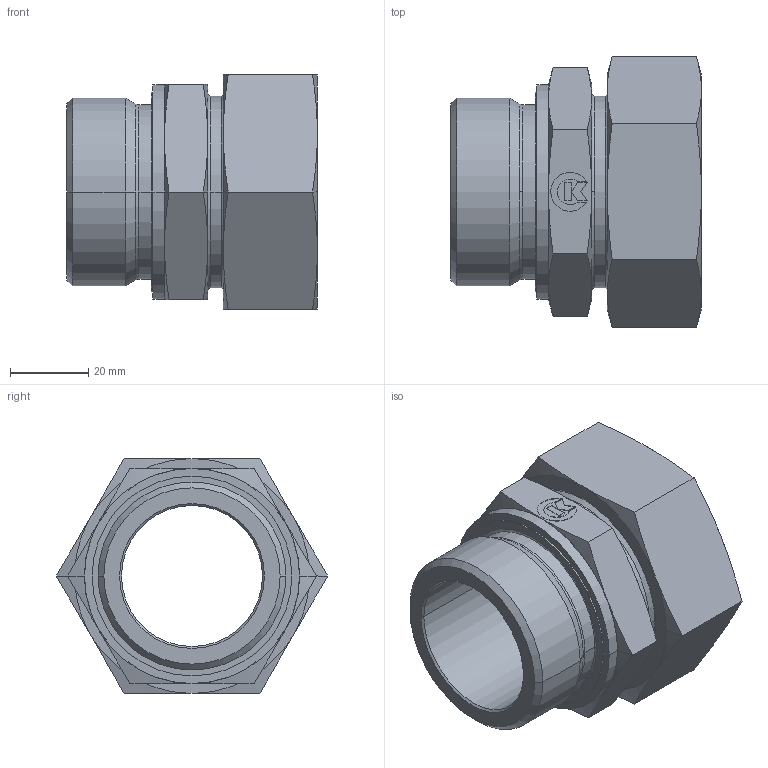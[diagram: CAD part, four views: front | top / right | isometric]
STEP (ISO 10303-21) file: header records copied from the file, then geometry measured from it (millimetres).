
FILE_DESCRIPTION( ( '' ), '1' );
FILE_NAME( '101424852.stp', '2012-07-18T09:32:47', ( '' ), ( '' ), ' ', ' ', ' ' );
FILE_SCHEMA( ( 'CONFIG_CONTROL_DESIGN' ) );
Length unit declared in the file: millimetre
Products named in the file (3): 1; 2; 3
Bounding box: 64 x 69.28 x 60 mm (x, y, z)
Volume: 82331.7 mm3; surface area: 32929.8 mm2
Topology: 3 solids, 3 shells, 145 faces, 331 edges, 201 vertices
Faces by surface type: cone 56, plane 53, cylinder 32, torus 4
Entity records: 4138 total; most frequent: CARTESIAN_POINT 776, DIRECTION 708, ORIENTED_EDGE 662, EDGE_CURVE 331, AXIS2_PLACEMENT_3D 277, VERTEX_POINT 201, EDGE_LOOP 160, LINE 154
